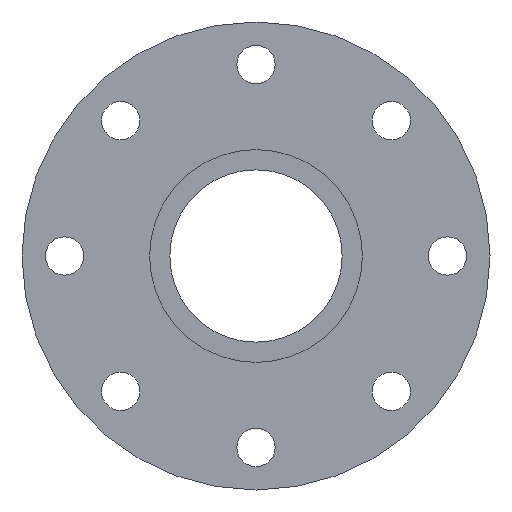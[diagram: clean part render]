
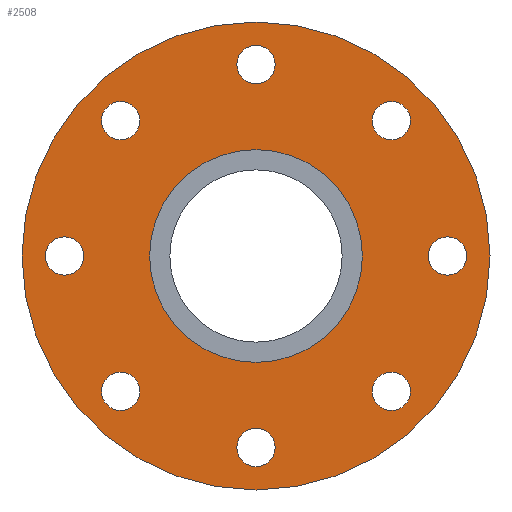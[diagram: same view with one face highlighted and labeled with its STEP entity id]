
A CAD part, left-side view. The second image highlights one B-rep face of the part: STEP entity #2508.
In plain terms, the highlighted planar face has unit normal (-1, 0, 0).
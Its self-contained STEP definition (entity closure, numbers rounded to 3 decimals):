
#103=PLANE('',#2756);
#136=FACE_BOUND('',#799,.T.);
#137=FACE_BOUND('',#800,.T.);
#138=FACE_BOUND('',#801,.T.);
#139=FACE_BOUND('',#802,.T.);
#140=FACE_BOUND('',#803,.T.);
#141=FACE_BOUND('',#804,.T.);
#142=FACE_BOUND('',#805,.T.);
#143=FACE_BOUND('',#806,.T.);
#144=FACE_BOUND('',#807,.T.);
#643=FACE_OUTER_BOUND('',#798,.T.);
#798=EDGE_LOOP('',(#2187));
#799=EDGE_LOOP('',(#2188));
#800=EDGE_LOOP('',(#2189));
#801=EDGE_LOOP('',(#2190));
#802=EDGE_LOOP('',(#2191));
#803=EDGE_LOOP('',(#2192));
#804=EDGE_LOOP('',(#2193));
#805=EDGE_LOOP('',(#2194));
#806=EDGE_LOOP('',(#2195));
#807=EDGE_LOOP('',(#2196));
#843=CIRCLE('',#2536,9.);
#845=CIRCLE('',#2539,9.);
#847=CIRCLE('',#2542,9.);
#849=CIRCLE('',#2545,9.);
#851=CIRCLE('',#2548,9.);
#853=CIRCLE('',#2551,9.);
#855=CIRCLE('',#2554,9.);
#857=CIRCLE('',#2557,9.);
#948=CIRCLE('',#2755,50.);
#949=CIRCLE('',#2757,110.);
#996=VERTEX_POINT('',#3522);
#998=VERTEX_POINT('',#3527);
#1000=VERTEX_POINT('',#3532);
#1002=VERTEX_POINT('',#3537);
#1004=VERTEX_POINT('',#3542);
#1006=VERTEX_POINT('',#3547);
#1008=VERTEX_POINT('',#3552);
#1010=VERTEX_POINT('',#3557);
#1209=VERTEX_POINT('',#4328);
#1210=VERTEX_POINT('',#4331);
#1239=EDGE_CURVE('',#996,#996,#843,.T.);
#1241=EDGE_CURVE('',#998,#998,#845,.T.);
#1243=EDGE_CURVE('',#1000,#1000,#847,.T.);
#1245=EDGE_CURVE('',#1002,#1002,#849,.T.);
#1247=EDGE_CURVE('',#1004,#1004,#851,.T.);
#1249=EDGE_CURVE('',#1006,#1006,#853,.T.);
#1251=EDGE_CURVE('',#1008,#1008,#855,.T.);
#1253=EDGE_CURVE('',#1010,#1010,#857,.T.);
#1546=EDGE_CURVE('',#1209,#1209,#948,.T.);
#1547=EDGE_CURVE('',#1210,#1210,#949,.T.);
#2187=ORIENTED_EDGE('',*,*,#1547,.F.);
#2188=ORIENTED_EDGE('',*,*,#1239,.T.);
#2189=ORIENTED_EDGE('',*,*,#1241,.T.);
#2190=ORIENTED_EDGE('',*,*,#1243,.T.);
#2191=ORIENTED_EDGE('',*,*,#1245,.T.);
#2192=ORIENTED_EDGE('',*,*,#1247,.T.);
#2193=ORIENTED_EDGE('',*,*,#1249,.T.);
#2194=ORIENTED_EDGE('',*,*,#1251,.T.);
#2195=ORIENTED_EDGE('',*,*,#1253,.T.);
#2196=ORIENTED_EDGE('',*,*,#1546,.T.);
#2508=ADVANCED_FACE('',(#643,#136,#137,#138,#139,#140,#141,#142,#143,#144),
#103,.T.);
#2536=AXIS2_PLACEMENT_3D('',#3523,#2809,#2810);
#2539=AXIS2_PLACEMENT_3D('',#3528,#2815,#2816);
#2542=AXIS2_PLACEMENT_3D('',#3533,#2821,#2822);
#2545=AXIS2_PLACEMENT_3D('',#3538,#2827,#2828);
#2548=AXIS2_PLACEMENT_3D('',#3543,#2833,#2834);
#2551=AXIS2_PLACEMENT_3D('',#3548,#2839,#2840);
#2554=AXIS2_PLACEMENT_3D('',#3553,#2845,#2846);
#2557=AXIS2_PLACEMENT_3D('',#3558,#2851,#2852);
#2755=AXIS2_PLACEMENT_3D('',#4329,#3405,#3406);
#2756=AXIS2_PLACEMENT_3D('',#4330,#3407,#3408);
#2757=AXIS2_PLACEMENT_3D('',#4332,#3409,#3410);
#2809=DIRECTION('center_axis',(1.,0.,0.));
#2810=DIRECTION('ref_axis',(0.,-0.707,-0.707));
#2815=DIRECTION('center_axis',(1.,0.,0.));
#2816=DIRECTION('ref_axis',(0.,-1.,0.));
#2821=DIRECTION('center_axis',(1.,0.,0.));
#2822=DIRECTION('ref_axis',(0.,-0.707,0.707));
#2827=DIRECTION('center_axis',(1.,0.,0.));
#2828=DIRECTION('ref_axis',(0.,0.,1.));
#2833=DIRECTION('center_axis',(1.,0.,0.));
#2834=DIRECTION('ref_axis',(0.,0.707,0.707));
#2839=DIRECTION('center_axis',(1.,0.,0.));
#2840=DIRECTION('ref_axis',(0.,1.,0.));
#2845=DIRECTION('center_axis',(1.,0.,0.));
#2846=DIRECTION('ref_axis',(0.,0.707,-0.707));
#2851=DIRECTION('center_axis',(1.,0.,0.));
#2852=DIRECTION('ref_axis',(0.,0.,-1.));
#3405=DIRECTION('center_axis',(1.,0.,0.));
#3406=DIRECTION('ref_axis',(0.,0.,-1.));
#3407=DIRECTION('center_axis',(-1.,0.,0.));
#3408=DIRECTION('ref_axis',(0.,0.,1.));
#3409=DIRECTION('center_axis',(1.,0.,0.));
#3410=DIRECTION('ref_axis',(0.,0.,-1.));
#3522=CARTESIAN_POINT('',(0.,70.004,-57.276));
#3523=CARTESIAN_POINT('Origin',(0.,63.64,-63.64));
#3527=CARTESIAN_POINT('',(0.,9.,-90.));
#3528=CARTESIAN_POINT('Origin',(0.,0.,-90.));
#3532=CARTESIAN_POINT('',(0.,-57.276,-70.004));
#3533=CARTESIAN_POINT('Origin',(0.,-63.64,-63.64));
#3537=CARTESIAN_POINT('',(0.,-90.,-9.));
#3538=CARTESIAN_POINT('Origin',(0.,-90.,0.));
#3542=CARTESIAN_POINT('',(0.,-70.004,57.276));
#3543=CARTESIAN_POINT('Origin',(0.,-63.64,63.64));
#3547=CARTESIAN_POINT('',(0.,-9.,90.));
#3548=CARTESIAN_POINT('Origin',(0.,0.,90.));
#3552=CARTESIAN_POINT('',(0.,57.276,70.004));
#3553=CARTESIAN_POINT('Origin',(0.,63.64,63.64));
#3557=CARTESIAN_POINT('',(0.,90.,9.));
#3558=CARTESIAN_POINT('Origin',(0.,90.,0.));
#4328=CARTESIAN_POINT('',(0.,50.,0.));
#4329=CARTESIAN_POINT('Origin',(0.,0.,0.));
#4330=CARTESIAN_POINT('Origin',(0.,110.,0.));
#4331=CARTESIAN_POINT('',(0.,110.,0.));
#4332=CARTESIAN_POINT('Origin',(0.,0.,0.));
